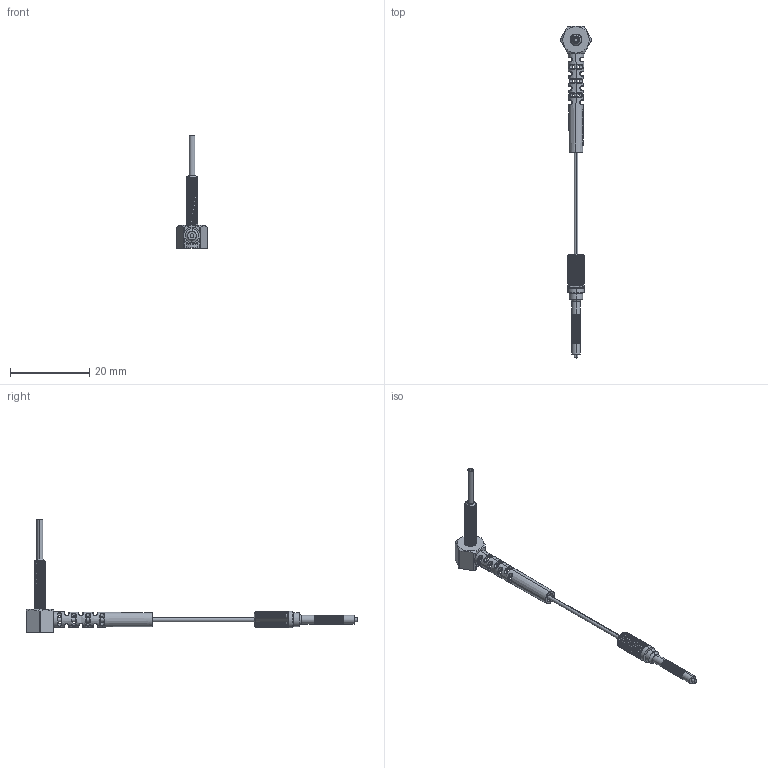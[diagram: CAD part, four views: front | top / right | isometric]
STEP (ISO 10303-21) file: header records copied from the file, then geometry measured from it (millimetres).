
FILE_DESCRIPTION((''),'2;1');
FILE_NAME('PTS3Y10-ITZ_ASM','2020-06-10T14:38:00',('Administrator'),(''),'CREO PARAMETRIC BY PTC INC, 2018400','CREO PARAMETRIC BY PTC INC, 2018400','');
FILE_SCHEMA(('AUTOMOTIVE_DESIGN { 1 0 10303 214 1 1 1 1 }'));
Length unit declared in the file: millimetre
Products named in the file (7): M3-90__0; 10XIAN__; JW22_10___; PTM3M4-22___; 10-4MMHT___ASM; 15-10_; PTS3Y10-ITZ_ASM
Assembly tree (6 placements, depth 3):
  PTS3Y10-ITZ_ASM
    M3-90__0
    10-4MMHT___ASM
      10XIAN__
      JW22_10___
      PTM3M4-22___
    15-10_
Bounding box: 7.99 x 84 x 28.5 mm (x, y, z)
Volume: 593.4 mm3; surface area: 1887.3 mm2
Topology: 6 solids, 6 shells, 663 faces, 1645 edges, 1006 vertices
Faces by surface type: cylinder 265, plane 171, torus 110, bspline 95, cone 22
Entity records: 33608 total; most frequent: CARTESIAN_POINT 16616, ORIENTED_EDGE 3290, DIRECTION 3176, EDGE_CURVE 1645, AXIS2_PLACEMENT_3D 1405, VERTEX_POINT 1006, CIRCLE 821, EDGE_LOOP 711
